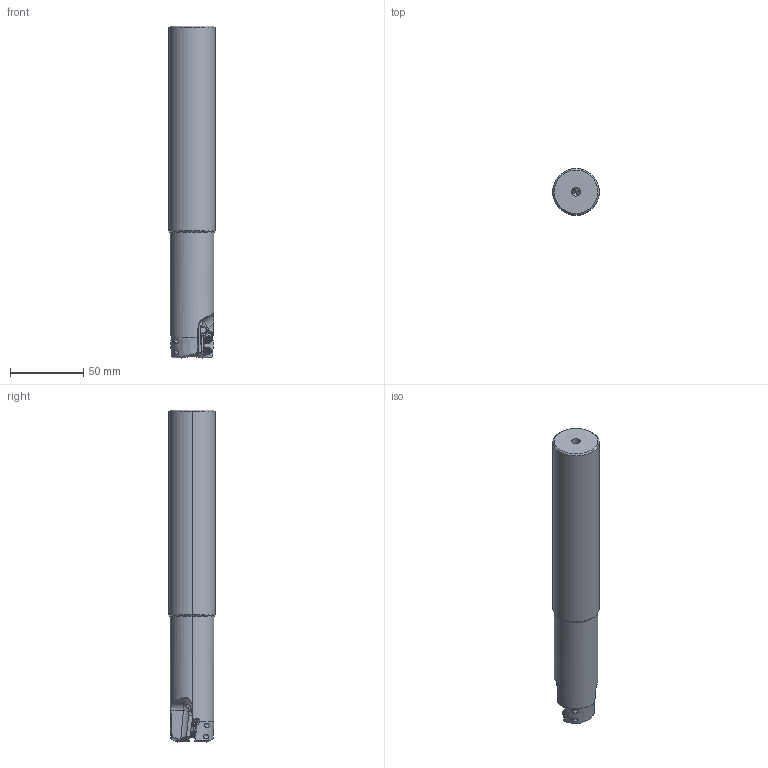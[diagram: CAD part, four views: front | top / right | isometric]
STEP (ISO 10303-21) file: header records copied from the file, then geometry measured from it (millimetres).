
FILE_DESCRIPTION(/* description */ (''),/* implementation_level */ '2;1');
FILE_NAME(/* name */ 'AXD4000UR202SA20LA.stp',/* time_stamp */ '2017-10-05T11:19:58+09:00',/* author */ (''),/* organization */ (''),/* preprocessor_version */ 'ST-DEVELOPER v16',/* originating_system */ 'SIEMENS PLM Software NX 10.0',/* authorisation */ '');
FILE_SCHEMA (('AUTOMOTIVE_DESIGN { 1 0 10303 214 3 1 1 1 }'));
Length unit declared in the file: millimetre
Products named in the file (1): AXD4000UR202SA20LA_ASM
Bounding box: 31.75 x 31.75 x 226.4 mm (x, y, z)
Volume: 158265.4 mm3; surface area: 28054 mm2
Topology: 5 solids, 5 shells, 280 faces, 864 edges, 587 vertices
Faces by surface type: cylinder 144, plane 62, cone 46, torus 18, sphere 10
Entity records: 13417 total; most frequent: CARTESIAN_POINT 5635, ORIENTED_EDGE 1704, DIRECTION 1574, EDGE_CURVE 852, AXIS2_PLACEMENT_3D 669, VERTEX_POINT 587, CIRCLE 344, EDGE_LOOP 297
